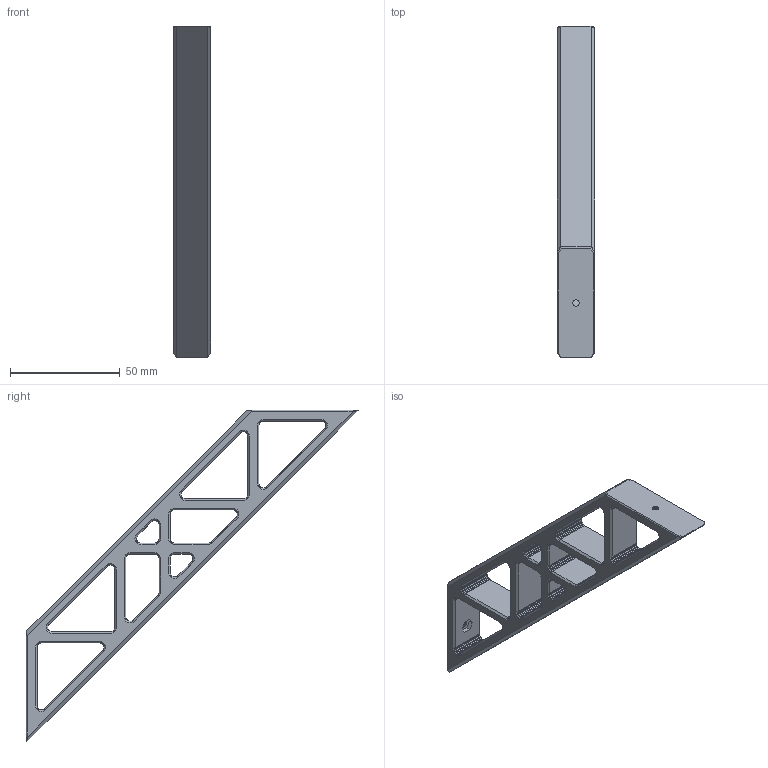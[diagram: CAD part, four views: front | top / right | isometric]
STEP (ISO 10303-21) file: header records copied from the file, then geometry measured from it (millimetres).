
FILE_DESCRIPTION(('FreeCAD Model'),'2;1');
FILE_NAME('brace.stp','2021-07-14T23:17:28',( 'Author'),(''),'Open CASCADE STEP processor 7.3','FreeCAD','Unknown' );
FILE_SCHEMA(('AUTOMOTIVE_DESIGN { 1 0 10303 214 1 1 1 1 }'));
Products named in the file (1): brace002_(Solid)
Bounding box: 17 x 151.52 x 151.52 mm (x, y, z)
Volume: 54654.8 mm3; surface area: 24177 mm2
Topology: 1 solids, 1 shells, 1157 faces, 2191 edges, 1038 vertices
Faces by surface type: plane 1157
Entity records: 53925 total; most frequent: CARTESIAN_POINT 10069, DIRECTION 7589, LINE 5273, VECTOR 5273, ORIENTED_EDGE 4382, PCURVE 4382, DEFINITIONAL_REPRESENTATION 4382, EDGE_CURVE 2191
